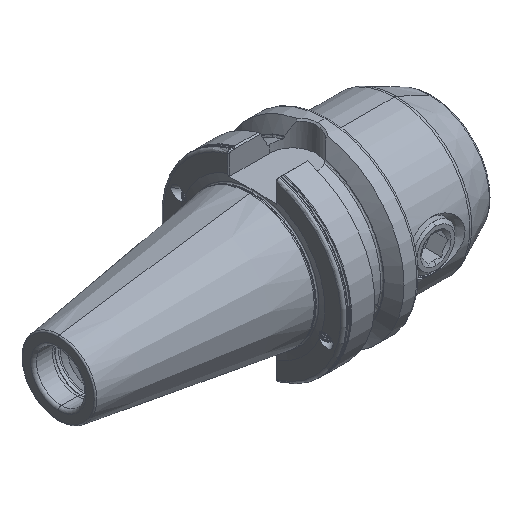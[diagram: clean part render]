
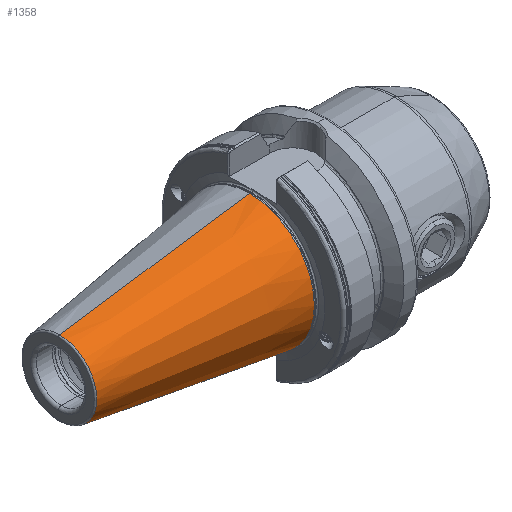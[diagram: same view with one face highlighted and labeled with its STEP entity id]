
A CAD part, isometric view. The second image highlights one B-rep face of the part: STEP entity #1358.
In plain terms, the highlighted conical face has half-angle 8.297 degrees and reference radius 22.24 mm.
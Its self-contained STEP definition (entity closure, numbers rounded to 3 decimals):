
#1358 = ADVANCED_FACE ( 'NONE', ( #3966 ), #3942, .T. ) ;
#1549 = ORIENTED_EDGE ( 'NONE', *, *, #3217, .T. ) ;
#1559 = ORIENTED_EDGE ( 'NONE', *, *, #3224, .F. ) ;
#1589 = ORIENTED_EDGE ( 'NONE', *, *, #3523, .F. ) ;
#1596 = ORIENTED_EDGE ( 'NONE', *, *, #3525, .T. ) ;
#3217 = EDGE_CURVE ( 'NONE', #13298, #20889, #4233, .T. ) ;
#3224 = EDGE_CURVE ( 'NONE', #20872, #20897, #4279, .T. ) ;
#3523 = EDGE_CURVE ( 'NONE', #13298, #20872, #4529, .T. ) ;
#3525 = EDGE_CURVE ( 'NONE', #20889, #20897, #4526, .T. ) ;
#3942 = CONICAL_SURFACE ( 'NONE', #4901, 22.24, 0.145 ) ;
#3966 = FACE_OUTER_BOUND ( 'NONE', #18815, .T. ) ;
#4233 = CIRCLE ( 'NONE', #4727, 12.75 ) ;
#4279 = CIRCLE ( 'NONE', #4722, 22.24 ) ;
#4516 = VECTOR ( 'NONE', #11085, 1000. ) ;
#4526 = LINE ( 'NONE', #11082, #4541 ) ;
#4529 = LINE ( 'NONE', #11098, #4516 ) ;
#4541 = VECTOR ( 'NONE', #11094, 1000. ) ;
#4722 = AXIS2_PLACEMENT_3D ( 'NONE', #16685, #16654, #16651 ) ;
#4727 = AXIS2_PLACEMENT_3D ( 'NONE', #16619, #16607, #16622 ) ;
#4901 = AXIS2_PLACEMENT_3D ( 'NONE', #17581, #17605, #17612 ) ;
#10526 = CARTESIAN_POINT ( 'NONE',  ( -65.972, 0., -12.75 ) ) ;
#10556 = CARTESIAN_POINT ( 'NONE',  ( -0.9, 0., -22.24 ) ) ;
#10563 = CARTESIAN_POINT ( 'NONE',  ( -0.9, 0., 22.24 ) ) ;
#11082 = CARTESIAN_POINT ( 'NONE',  ( -0.9, 0., -22.24 ) ) ;
#11085 = DIRECTION ( 'NONE',  ( 0.99, 0., 0.144 ) ) ;
#11094 = DIRECTION ( 'NONE',  ( 0.99, 0., -0.144 ) ) ;
#11098 = CARTESIAN_POINT ( 'NONE',  ( -0.9, 0., 22.24 ) ) ;
#11882 = CARTESIAN_POINT ( 'NONE',  ( -65.972, 0., 12.75 ) ) ;
#13298 = VERTEX_POINT ( 'NONE', #11882 ) ;
#16607 = DIRECTION ( 'NONE',  ( 1., 0., 0. ) ) ;
#16619 = CARTESIAN_POINT ( 'NONE',  ( -65.972, 0., 0. ) ) ;
#16622 = DIRECTION ( 'NONE',  ( 0., 0., -1. ) ) ;
#16651 = DIRECTION ( 'NONE',  ( 0., 0., -1. ) ) ;
#16654 = DIRECTION ( 'NONE',  ( 1., 0., 0. ) ) ;
#16685 = CARTESIAN_POINT ( 'NONE',  ( -0.9, 0., 0. ) ) ;
#17581 = CARTESIAN_POINT ( 'NONE',  ( -0.9, 0., 0. ) ) ;
#17605 = DIRECTION ( 'NONE',  ( 1., 0., 0. ) ) ;
#17612 = DIRECTION ( 'NONE',  ( 0., 0., -1. ) ) ;
#18815 = EDGE_LOOP ( 'NONE', ( #1589, #1549, #1596, #1559 ) ) ;
#20872 = VERTEX_POINT ( 'NONE', #10563 ) ;
#20889 = VERTEX_POINT ( 'NONE', #10526 ) ;
#20897 = VERTEX_POINT ( 'NONE', #10556 ) ;
